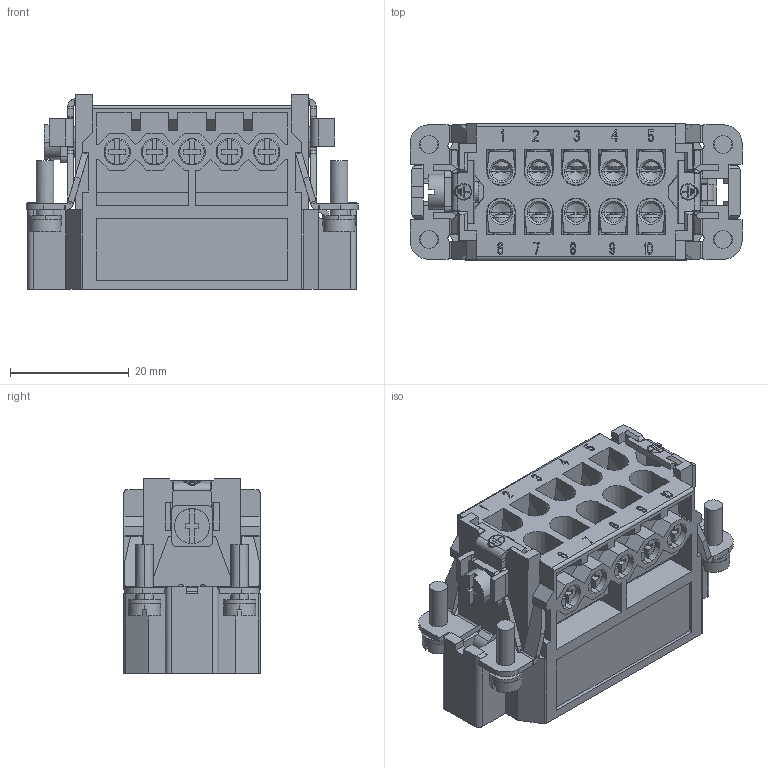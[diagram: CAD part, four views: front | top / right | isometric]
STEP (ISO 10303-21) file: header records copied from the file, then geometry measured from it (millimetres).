
FILE_DESCRIPTION((''),'2;1');
FILE_NAME('HA010M','2017-06-26T',('tl.yang'),(''),'PRO/ENGINEER BY PARAMETRIC TECHNOLOGY CORPORATION, 2011500','PRO/ENGINEER BY PARAMETRIC TECHNOLOGY CORPORATION, 2011500','');
FILE_SCHEMA(('CONFIG_CONTROL_DESIGN'));
Products named in the file (1): HA010M
Bounding box: 55.9 x 22.9 x 32.8 mm (x, y, z)
Volume: 16503.9 mm3; surface area: 20309.3 mm2
Topology: 1 solids, 2 shells, 2425 faces, 6663 edges, 4326 vertices
Faces by surface type: plane 1833, cylinder 369, cone 104, bspline 50, torus 48, sphere 20, extrusion 1
Entity records: 79893 total; most frequent: CARTESIAN_POINT 18616, ORIENTED_EDGE 13246, DIRECTION 11808, EDGE_CURVE 6623, VECTOR 5292, LINE 5291, VERTEX_POINT 4326, AXIS2_PLACEMENT_3D 3258
